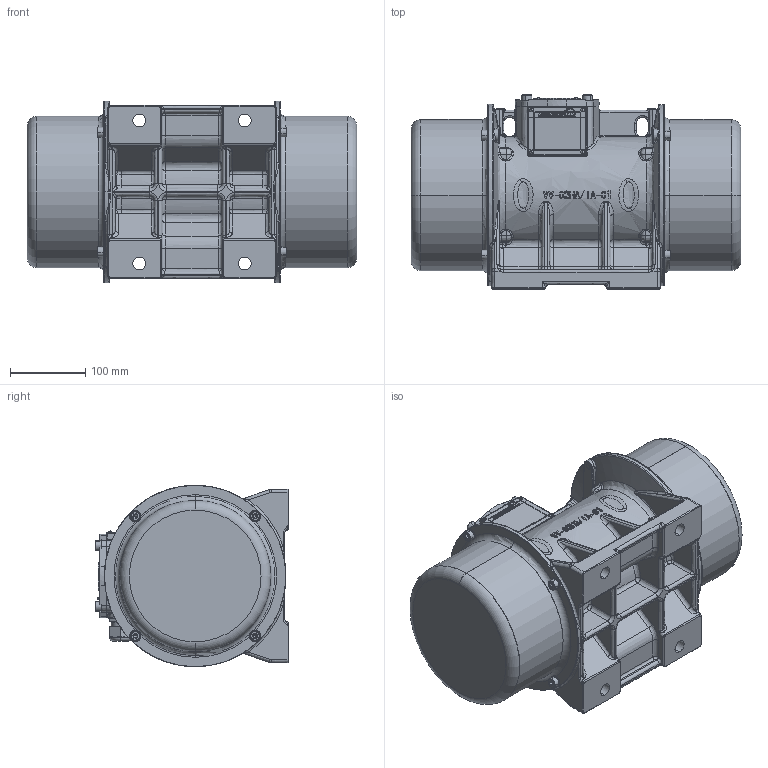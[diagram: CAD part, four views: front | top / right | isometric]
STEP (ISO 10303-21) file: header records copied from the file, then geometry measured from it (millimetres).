
FILE_DESCRIPTION (( 'STEP AP214' ), '1' );
FILE_NAME ('NEG 16810-60 Hz.STEP', '2018-08-13T14:30:33', ( '' ), ( '' ), 'SwSTEP 2.0', 'SolidWorks 2015', '' );
FILE_SCHEMA (( 'AUTOMOTIVE_DESIGN' ));
Length unit declared in the file: millimetre
Products named in the file (1): NEG 16810-60 Hz
Bounding box: 438 x 257.51 x 241 mm (x, y, z)
Volume: 3803103.6 mm3; surface area: 1026903.3 mm2
Topology: 29 solids, 34 shells, 5120 faces, 14209 edges, 8581 vertices
Faces by surface type: plane 2618, bspline 1785, cylinder 377, cone 148, torus 146, sphere 46
Entity records: 287903 total; most frequent: CARTESIAN_POINT 151354, ORIENTED_EDGE 26722, DIRECTION 18492, EDGE_CURVE 13361, VERTEX_POINT 8581, LINE 6548, VECTOR 6548, AXIS2_PLACEMENT_3D 5972
